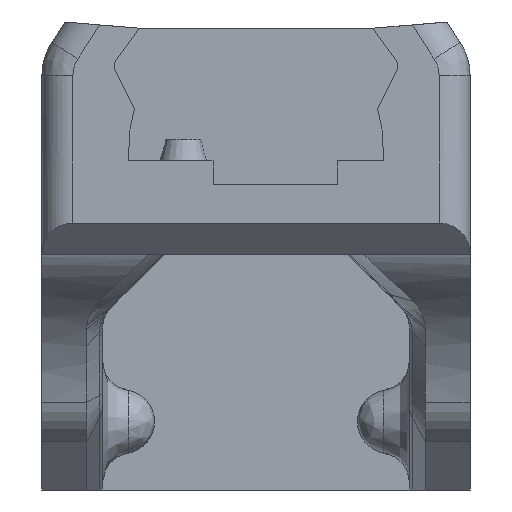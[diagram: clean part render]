
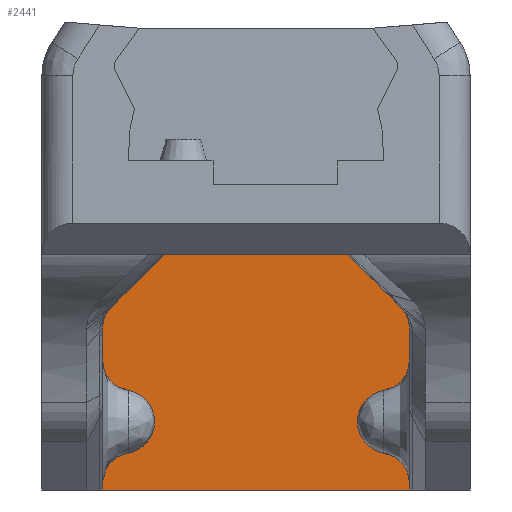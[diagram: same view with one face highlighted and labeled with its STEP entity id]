
A CAD part, left-side view. The second image highlights one B-rep face of the part: STEP entity #2441.
In plain terms, the highlighted planar face has unit normal (-1, 0, 0).
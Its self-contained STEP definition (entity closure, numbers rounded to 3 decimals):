
#160=PLANE('',#2648);
#287=FACE_OUTER_BOUND('',#449,.T.);
#449=EDGE_LOOP('',(#1964,#1965,#1966,#1967,#1968,#1969,#1970,#1971,#1972,
#1973,#1974,#1975,#1976,#1977,#1978,#1979));
#623=CIRCLE('',#2642,1.);
#626=CIRCLE('',#2646,1.);
#627=CIRCLE('',#2649,1.);
#628=CIRCLE('',#2650,1.);
#629=CIRCLE('',#2651,1.);
#630=CIRCLE('',#2652,1.028);
#631=CIRCLE('',#2653,1.);
#632=CIRCLE('',#2654,1.028);
#769=LINE('',#4084,#944);
#793=LINE('',#4666,#968);
#794=LINE('',#4667,#969);
#795=LINE('',#4672,#970);
#796=LINE('',#4674,#971);
#797=LINE('',#4676,#972);
#798=LINE('',#4680,#973);
#799=LINE('',#4687,#974);
#944=VECTOR('',#3016,10.);
#968=VECTOR('',#3100,1000.);
#969=VECTOR('',#3101,1000.);
#970=VECTOR('',#3106,10.);
#971=VECTOR('',#3107,1000.);
#972=VECTOR('',#3108,10.);
#973=VECTOR('',#3111,1000.);
#974=VECTOR('',#3118,1000.);
#1150=VERTEX_POINT('',#4081);
#1151=VERTEX_POINT('',#4083);
#1181=VERTEX_POINT('',#4471);
#1182=VERTEX_POINT('',#4472);
#1187=VERTEX_POINT('',#4658);
#1188=VERTEX_POINT('',#4659);
#1189=VERTEX_POINT('',#4664);
#1190=VERTEX_POINT('',#4669);
#1191=VERTEX_POINT('',#4671);
#1192=VERTEX_POINT('',#4673);
#1193=VERTEX_POINT('',#4675);
#1194=VERTEX_POINT('',#4677);
#1195=VERTEX_POINT('',#4679);
#1196=VERTEX_POINT('',#4681);
#1197=VERTEX_POINT('',#4683);
#1198=VERTEX_POINT('',#4685);
#1413=EDGE_CURVE('',#1150,#1151,#769,.T.);
#1466=EDGE_CURVE('',#1181,#1182,#623,.T.);
#1473=EDGE_CURVE('',#1187,#1188,#626,.T.);
#1477=EDGE_CURVE('',#1182,#1189,#793,.T.);
#1478=EDGE_CURVE('',#1150,#1187,#794,.T.);
#1479=EDGE_CURVE('',#1189,#1190,#627,.T.);
#1480=EDGE_CURVE('',#1190,#1191,#795,.T.);
#1481=EDGE_CURVE('',#1191,#1192,#796,.T.);
#1482=EDGE_CURVE('',#1192,#1193,#797,.T.);
#1483=EDGE_CURVE('',#1193,#1194,#628,.T.);
#1484=EDGE_CURVE('',#1195,#1194,#798,.T.);
#1485=EDGE_CURVE('',#1195,#1196,#629,.T.);
#1486=EDGE_CURVE('',#1197,#1196,#630,.T.);
#1487=EDGE_CURVE('',#1197,#1198,#631,.T.);
#1488=EDGE_CURVE('',#1151,#1198,#799,.T.);
#1489=EDGE_CURVE('',#1188,#1181,#632,.T.);
#1964=ORIENTED_EDGE('',*,*,#1466,.T.);
#1965=ORIENTED_EDGE('',*,*,#1477,.T.);
#1966=ORIENTED_EDGE('',*,*,#1479,.T.);
#1967=ORIENTED_EDGE('',*,*,#1480,.T.);
#1968=ORIENTED_EDGE('',*,*,#1481,.T.);
#1969=ORIENTED_EDGE('',*,*,#1482,.T.);
#1970=ORIENTED_EDGE('',*,*,#1483,.T.);
#1971=ORIENTED_EDGE('',*,*,#1484,.F.);
#1972=ORIENTED_EDGE('',*,*,#1485,.T.);
#1973=ORIENTED_EDGE('',*,*,#1486,.F.);
#1974=ORIENTED_EDGE('',*,*,#1487,.T.);
#1975=ORIENTED_EDGE('',*,*,#1488,.F.);
#1976=ORIENTED_EDGE('',*,*,#1413,.F.);
#1977=ORIENTED_EDGE('',*,*,#1478,.T.);
#1978=ORIENTED_EDGE('',*,*,#1473,.T.);
#1979=ORIENTED_EDGE('',*,*,#1489,.T.);
#2441=ADVANCED_FACE('',(#287),#160,.F.);
#2642=AXIS2_PLACEMENT_3D('',#4473,#3083,#3084);
#2646=AXIS2_PLACEMENT_3D('',#4660,#3093,#3094);
#2648=AXIS2_PLACEMENT_3D('',#4668,#3102,#3103);
#2649=AXIS2_PLACEMENT_3D('',#4670,#3104,#3105);
#2650=AXIS2_PLACEMENT_3D('',#4678,#3109,#3110);
#2651=AXIS2_PLACEMENT_3D('',#4682,#3112,#3113);
#2652=AXIS2_PLACEMENT_3D('',#4684,#3114,#3115);
#2653=AXIS2_PLACEMENT_3D('',#4686,#3116,#3117);
#2654=AXIS2_PLACEMENT_3D('',#4688,#3119,#3120);
#3016=DIRECTION('',(0.,1.,0.));
#3083=DIRECTION('center_axis',(-1.,0.,0.));
#3084=DIRECTION('ref_axis',(0.,1.,0.));
#3093=DIRECTION('center_axis',(-1.,0.,0.));
#3094=DIRECTION('ref_axis',(0.,1.,0.));
#3100=DIRECTION('',(0.,0.,1.));
#3101=DIRECTION('',(0.,0.,1.));
#3102=DIRECTION('center_axis',(1.,0.,0.));
#3103=DIRECTION('ref_axis',(0.,0.,-1.));
#3104=DIRECTION('center_axis',(-1.,0.,0.));
#3105=DIRECTION('ref_axis',(0.,-0.924,0.383));
#3106=DIRECTION('',(0.,0.707,0.707));
#3107=DIRECTION('',(0.,1.,0.));
#3108=DIRECTION('',(0.,0.707,-0.707));
#3109=DIRECTION('center_axis',(-1.,0.,0.));
#3110=DIRECTION('ref_axis',(0.,0.924,0.383));
#3111=DIRECTION('',(0.,0.,1.));
#3112=DIRECTION('center_axis',(-1.,0.,0.));
#3113=DIRECTION('ref_axis',(0.,-1.,0.));
#3114=DIRECTION('center_axis',(-1.,0.,0.));
#3115=DIRECTION('ref_axis',(0.,0.,-1.));
#3116=DIRECTION('center_axis',(-1.,0.,0.));
#3117=DIRECTION('ref_axis',(0.,-1.,0.));
#3118=DIRECTION('',(0.,0.,1.));
#3119=DIRECTION('center_axis',(1.,0.,0.));
#3120=DIRECTION('ref_axis',(0.,0.,-1.));
#4081=CARTESIAN_POINT('',(114.,-4.95,-3.731));
#4083=CARTESIAN_POINT('',(114.,4.95,-3.731));
#4084=CARTESIAN_POINT('',(114.,0.,-3.731));
#4471=CARTESIAN_POINT('',(114.,-4.122,-0.518));
#4472=CARTESIAN_POINT('',(114.,-4.95,0.467));
#4473=CARTESIAN_POINT('Origin',(114.,-3.95,0.467));
#4658=CARTESIAN_POINT('',(114.,-4.95,-3.529));
#4659=CARTESIAN_POINT('',(114.,-4.122,-2.544));
#4660=CARTESIAN_POINT('Origin',(114.,-3.95,-3.529));
#4664=CARTESIAN_POINT('',(114.,-4.95,1.455));
#4666=CARTESIAN_POINT('',(114.,-4.95,0.));
#4667=CARTESIAN_POINT('',(114.,-4.95,0.));
#4668=CARTESIAN_POINT('Origin',(114.,0.,0.));
#4669=CARTESIAN_POINT('',(114.,-4.657,2.162));
#4670=CARTESIAN_POINT('Origin',(114.,-3.95,1.455));
#4671=CARTESIAN_POINT('',(114.,-2.95,3.869));
#4672=CARTESIAN_POINT('',(114.,-3.68,3.139));
#4673=CARTESIAN_POINT('',(114.,2.95,3.869));
#4674=CARTESIAN_POINT('',(114.,0.,3.869));
#4675=CARTESIAN_POINT('',(114.,4.657,2.162));
#4676=CARTESIAN_POINT('',(114.,3.68,3.139));
#4677=CARTESIAN_POINT('',(114.,4.95,1.455));
#4678=CARTESIAN_POINT('Origin',(114.,3.95,1.455));
#4679=CARTESIAN_POINT('',(114.,4.95,0.467));
#4680=CARTESIAN_POINT('',(114.,4.95,0.));
#4681=CARTESIAN_POINT('',(114.,4.122,-0.518));
#4682=CARTESIAN_POINT('Origin',(114.,3.95,0.467));
#4683=CARTESIAN_POINT('',(114.,4.122,-2.544));
#4684=CARTESIAN_POINT('Origin',(114.,4.298,-1.531));
#4685=CARTESIAN_POINT('',(114.,4.95,-3.529));
#4686=CARTESIAN_POINT('Origin',(114.,3.95,-3.529));
#4687=CARTESIAN_POINT('',(114.,4.95,0.));
#4688=CARTESIAN_POINT('Origin',(114.,-4.298,-1.531));
